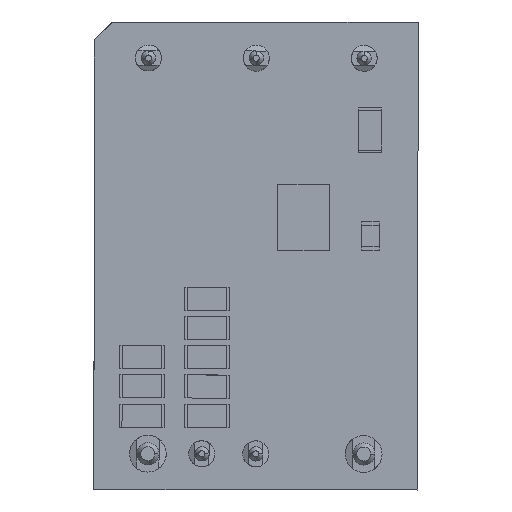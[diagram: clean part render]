
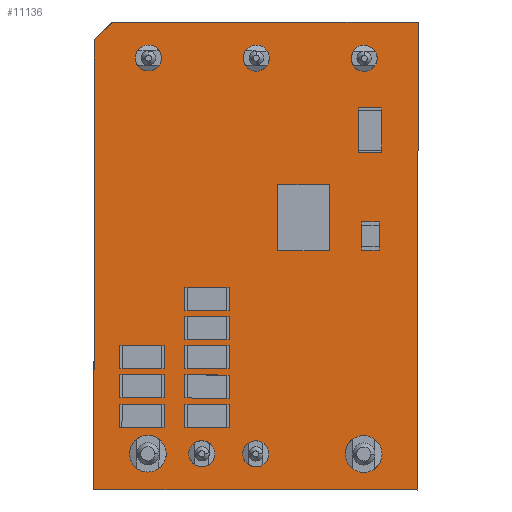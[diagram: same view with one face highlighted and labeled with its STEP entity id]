
A CAD part, front view. The second image highlights one B-rep face of the part: STEP entity #11136.
In plain terms, the highlighted free-form (B-spline) face has degree [1, 1] with [2, 2] control points.
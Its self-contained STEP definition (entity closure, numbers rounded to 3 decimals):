
#24 = CARTESIAN_POINT ( 'NONE',  ( 12.31, 0.018, -17.836 ) ) ;
#85 = CARTESIAN_POINT ( 'NONE',  ( -11.419, -0.017, 16.536 ) ) ;
#577 = EDGE_CURVE ( 'NONE', #10998, #13533, #10205, .T. ) ;
#1635 = VERTEX_POINT ( 'NONE', #3608 ) ;
#2111 = EDGE_LOOP ( 'NONE', ( #2722, #18642, #18646, #13097, #8461 ) ) ;
#2722 = ORIENTED_EDGE ( 'NONE', *, *, #5631, .T. ) ;
#2971 = CARTESIAN_POINT ( 'NONE',  ( -11.464, 0.006, -17.805 ) ) ;
#3052 = LINE ( 'NONE', #4424, #4165 ) ;
#3608 = CARTESIAN_POINT ( 'NONE',  ( -9.693, -0.016, 15.873 ) ) ;
#4095 = DIRECTION ( 'NONE',  ( 1., 0., -0.001 ) ) ;
#4165 = VECTOR ( 'NONE', #14760, 1000. ) ;
#4424 = CARTESIAN_POINT ( 'NONE',  ( 11.897, -0.005, 15.845 ) ) ;
#4543 = B_SPLINE_SURFACE_WITH_KNOTS ( 'NONE', 1, 1, ( 
 ( #85, #2971 ),
 ( #13402, #24 ) ),
 .UNSPECIFIED., .F., .F., .F.,
 ( 2, 2 ),
 ( 2, 2 ),
 ( -11.89, 11.884 ),
 ( -17.17, 17.17 ),
 .UNSPECIFIED. ) ;
#5125 = LINE ( 'NONE', #18800, #13686 ) ;
#5289 = EDGE_CURVE ( 'NONE', #1635, #10158, #5125, .T. ) ;
#5631 = EDGE_CURVE ( 'NONE', #1635, #15616, #16171, .T. ) ;
#6021 = VECTOR ( 'NONE', #15353, 1000. ) ;
#6531 = DIRECTION ( 'NONE',  ( -0.708, 0., -0.706 ) ) ;
#6994 = FACE_OUTER_BOUND ( 'NONE', #2111, .T. ) ;
#7310 = CARTESIAN_POINT ( 'NONE',  ( -10.964, -0.016, 14.605 ) ) ;
#7949 = CARTESIAN_POINT ( 'NONE',  ( 11.854, 0.017, -17.175 ) ) ;
#8082 = CARTESIAN_POINT ( 'NONE',  ( -9.693, -0.016, 15.873 ) ) ;
#8091 = DIRECTION ( 'NONE',  ( -1., 0., 0.001 ) ) ;
#8461 = ORIENTED_EDGE ( 'NONE', *, *, #5289, .F. ) ;
#8788 = VECTOR ( 'NONE', #6531, 1000. ) ;
#9918 = LINE ( 'NONE', #12505, #6021 ) ;
#10132 = CARTESIAN_POINT ( 'NONE',  ( 11.897, -0.005, 15.845 ) ) ;
#10158 = VERTEX_POINT ( 'NONE', #10132 ) ;
#10205 = LINE ( 'NONE', #13722, #14412 ) ;
#10998 = VERTEX_POINT ( 'NONE', #7949 ) ;
#11136 = ADVANCED_FACE ( 'NONE', ( #6994 ), #4543, .F. ) ;
#12398 = EDGE_CURVE ( 'NONE', #13533, #15616, #9918, .T. ) ;
#12505 = CARTESIAN_POINT ( 'NONE',  ( -11.006, 0.006, -17.145 ) ) ;
#12741 = EDGE_CURVE ( 'NONE', #10158, #10998, #3052, .T. ) ;
#13097 = ORIENTED_EDGE ( 'NONE', *, *, #12741, .F. ) ;
#13402 = CARTESIAN_POINT ( 'NONE',  ( 12.356, -0.005, 16.505 ) ) ;
#13533 = VERTEX_POINT ( 'NONE', #16244 ) ;
#13686 = VECTOR ( 'NONE', #4095, 1000. ) ;
#13722 = CARTESIAN_POINT ( 'NONE',  ( 11.854, 0.017, -17.175 ) ) ;
#14412 = VECTOR ( 'NONE', #8091, 1000. ) ;
#14760 = DIRECTION ( 'NONE',  ( -0.001, 0.001, -1. ) ) ;
#15353 = DIRECTION ( 'NONE',  ( 0.001, -0.001, 1. ) ) ;
#15616 = VERTEX_POINT ( 'NONE', #7310 ) ;
#16171 = LINE ( 'NONE', #8082, #8788 ) ;
#16244 = CARTESIAN_POINT ( 'NONE',  ( -11.006, 0.006, -17.145 ) ) ;
#18642 = ORIENTED_EDGE ( 'NONE', *, *, #12398, .F. ) ;
#18646 = ORIENTED_EDGE ( 'NONE', *, *, #577, .F. ) ;
#18800 = CARTESIAN_POINT ( 'NONE',  ( -9.693, -0.016, 15.873 ) ) ;
